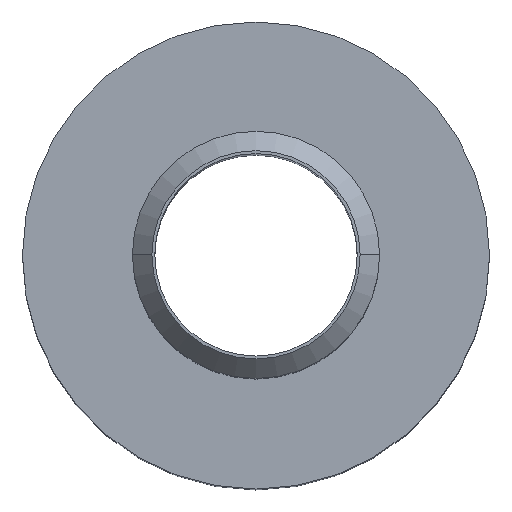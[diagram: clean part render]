
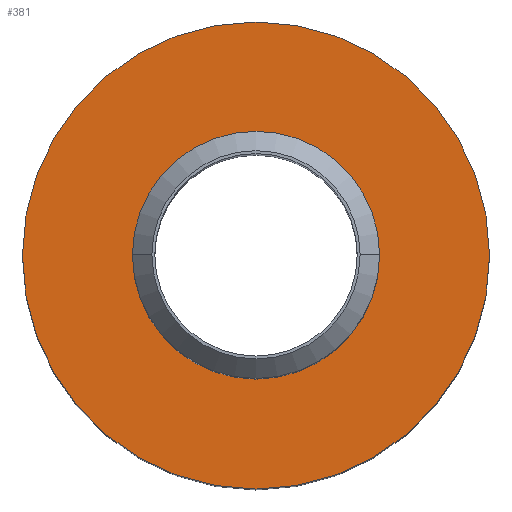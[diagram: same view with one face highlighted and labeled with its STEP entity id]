
A CAD part, top view. The second image highlights one B-rep face of the part: STEP entity #381.
In plain terms, the highlighted planar face has unit normal (0, 0, 1).
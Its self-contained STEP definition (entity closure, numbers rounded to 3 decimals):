
#13 = CIRCLE ( 'NONE', #367, 3.175 ) ;
#120 = DIRECTION ( 'NONE',  ( 1., 0., 0. ) ) ;
#121 = DIRECTION ( 'NONE',  ( 0., 0., 1. ) ) ;
#122 = CARTESIAN_POINT ( 'NONE',  ( 0., 0., 13.5 ) ) ;
#123 = DIRECTION ( 'NONE',  ( 1., 0., 0. ) ) ;
#124 = DIRECTION ( 'NONE',  ( 0., 0., 1. ) ) ;
#125 = CARTESIAN_POINT ( 'NONE',  ( 0., 0., 13.5 ) ) ;
#132 = DIRECTION ( 'NONE',  ( 1., 0., 0. ) ) ;
#133 = DIRECTION ( 'NONE',  ( 0., 0., 1. ) ) ;
#134 = CARTESIAN_POINT ( 'NONE',  ( 0., 0., 13.5 ) ) ;
#139 = DIRECTION ( 'NONE',  ( 1., 0., 0. ) ) ;
#140 = DIRECTION ( 'NONE',  ( 0., 0., 1. ) ) ;
#141 = CARTESIAN_POINT ( 'NONE',  ( 0., 0., 13.5 ) ) ;
#164 = DIRECTION ( 'NONE',  ( 1., 0., 0. ) ) ;
#165 = DIRECTION ( 'NONE',  ( 0., 0., 1. ) ) ;
#167 = PLANE ( 'NONE',  #347 ) ;
#168 = FACE_BOUND ( 'NONE', #274, .T. ) ;
#169 = FACE_OUTER_BOUND ( 'NONE', #288, .T. ) ;
#181 = CARTESIAN_POINT ( 'NONE',  ( 0., 0., 13.5 ) ) ;
#218 = CARTESIAN_POINT ( 'NONE',  ( -3.175, 0., 13.5 ) ) ;
#222 = CARTESIAN_POINT ( 'NONE',  ( 6., 0., 13.5 ) ) ;
#223 = CARTESIAN_POINT ( 'NONE',  ( -6., 0., 13.5 ) ) ;
#245 = ORIENTED_EDGE ( 'NONE', *, *, #388, .F. ) ;
#249 = ORIENTED_EDGE ( 'NONE', *, *, #390, .T. ) ;
#252 = ORIENTED_EDGE ( 'NONE', *, *, #395, .F. ) ;
#274 = EDGE_LOOP ( 'NONE', ( #252, #245 ) ) ;
#279 = ORIENTED_EDGE ( 'NONE', *, *, #394, .T. ) ;
#283 = CARTESIAN_POINT ( 'NONE',  ( 3.175, 0., 13.5 ) ) ;
#288 = EDGE_LOOP ( 'NONE', ( #279, #249 ) ) ;
#289 = VERTEX_POINT ( 'NONE', #283 ) ;
#296 = VERTEX_POINT ( 'NONE', #223 ) ;
#298 = VERTEX_POINT ( 'NONE', #222 ) ;
#308 = VERTEX_POINT ( 'NONE', #218 ) ;
#317 = CIRCLE ( 'NONE', #318, 3.175 ) ;
#318 = AXIS2_PLACEMENT_3D ( 'NONE', #122, #121, #120 ) ;
#347 = AXIS2_PLACEMENT_3D ( 'NONE', #181, #165, #164 ) ;
#356 = AXIS2_PLACEMENT_3D ( 'NONE', #125, #124, #123 ) ;
#361 = CIRCLE ( 'NONE', #356, 6. ) ;
#362 = AXIS2_PLACEMENT_3D ( 'NONE', #134, #133, #132 ) ;
#363 = CIRCLE ( 'NONE', #362, 6. ) ;
#367 = AXIS2_PLACEMENT_3D ( 'NONE', #141, #140, #139 ) ;
#381 = ADVANCED_FACE ( 'NONE', ( #169, #168 ), #167, .T. ) ;
#388 = EDGE_CURVE ( 'NONE', #289, #308, #13, .T. ) ;
#390 = EDGE_CURVE ( 'NONE', #298, #296, #363, .T. ) ;
#394 = EDGE_CURVE ( 'NONE', #296, #298, #361, .T. ) ;
#395 = EDGE_CURVE ( 'NONE', #308, #289, #317, .T. ) ;
